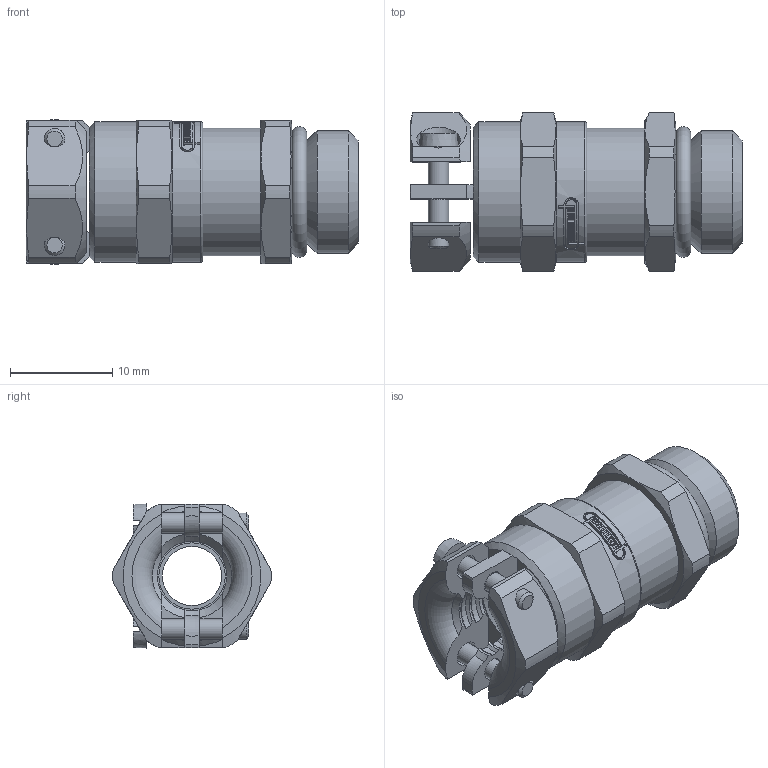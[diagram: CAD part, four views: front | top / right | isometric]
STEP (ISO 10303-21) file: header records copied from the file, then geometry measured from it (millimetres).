
FILE_DESCRIPTION(/* description */ ('HSK-MZ-EMV Metr.-Cable Glands'),/* implementation_level */ '2;1');
FILE_NAME(/* name */ '1692120050.stp',/* time_stamp */ '2021-10-13T13:58:12+02:00',/* author */ ('sl'),/* organization */ ('HUMMEL'),/* preprocessor_version */ 'ST-DEVELOPER v16.5',/* originating_system */ 'Autodesk Inventor 2017',/* authorisation */ '');
FILE_SCHEMA (('AUTOMOTIVE_DESIGN { 1 0 10303 214 3 1 1 }'));
Length unit declared in the file: millimetre
Products named in the file (6): HSK-MZ-EMV 1.692.1200.50; HSK-MZ-EMV 1.692.1200.50-Gland; HSK-MZ-EMV 1.692.1200.50-Nut; HSK-MZ-EMV 1.692.1200.50-Clamping insert; HSK-MZ-EMV 1.692.1200.50-Sealing insert; HSK-MZ-EMV 1.692.1200.50-O-Ring
Assembly tree (5 placements, depth 2):
  HSK-MZ-EMV 1.692.1200.50
    HSK-MZ-EMV 1.692.1200.50-Gland
    HSK-MZ-EMV 1.692.1200.50-Nut
    HSK-MZ-EMV 1.692.1200.50-Clamping insert
    HSK-MZ-EMV 1.692.1200.50-Sealing insert
    HSK-MZ-EMV 1.692.1200.50-O-Ring
Bounding box: 32.5 x 15.5 x 14.19 mm (x, y, z)
Volume: 3148.2 mm3; surface area: 4982.9 mm2
Topology: 5 solids, 5 shells, 300 faces, 786 edges, 516 vertices
Faces by surface type: plane 154, cylinder 83, cone 47, torus 16
Full cylindrical faces by diameter (mm): 2 x3, 2.2 x2, 2.5 x2, 6.5 x1, 6.7 x1, 6.8 x1, 8.1 x2, 8.4 x2, 8.8 x2, 9.8 x1, 10 x2, 10.5 x2, 11.28 x1, 11.4 x1, 11.89 x2, 12 x1, 12.5 x1, 13.8 x2
Entity records: 9300 total; most frequent: CARTESIAN_POINT 2034, DIRECTION 1542, ORIENTED_EDGE 1440, EDGE_CURVE 720, AXIS2_PLACEMENT_3D 625, VERTEX_POINT 499, EDGE_LOOP 387, FACE_OUTER_BOUND 300
